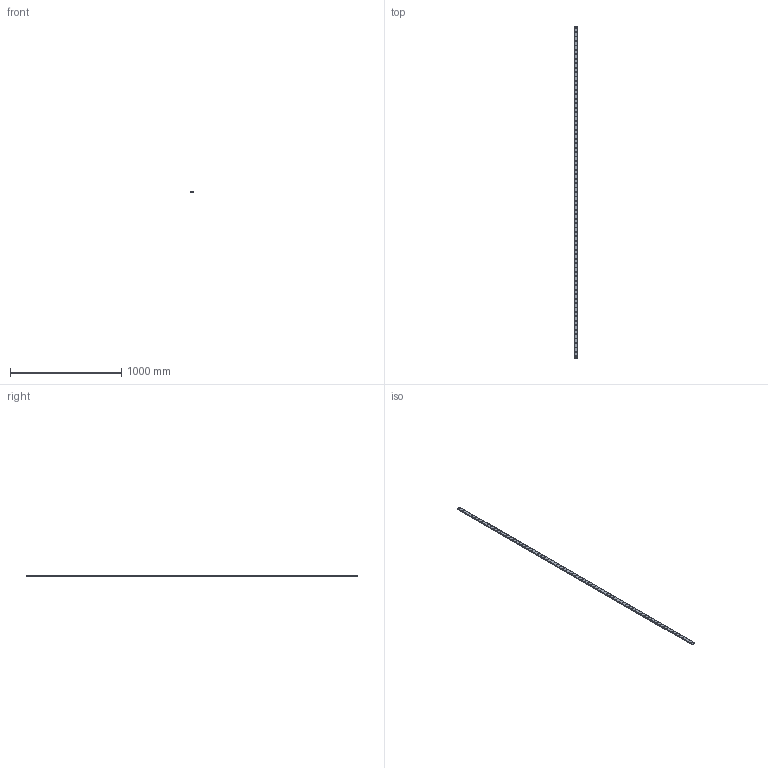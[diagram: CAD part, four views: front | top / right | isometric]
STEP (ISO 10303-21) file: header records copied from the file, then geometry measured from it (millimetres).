
FILE_DESCRIPTION(('STEP AP214'),'1');
FILE_NAME('cctmp_50EB03A8-384C-4B3D-A6F4-A67951C1483E_2021_03_02_12_09_54_0394..stp','2021-03-02T11:09:55',('HIWIN GmbH'),('CADClick - www.CADClick.com'),'Spatial InterOp 3D',' ','unknown authorization');
FILE_SCHEMA(('AUTOMOTIVE_DESIGN'));
Length unit declared in the file: millimetre
Products named in the file (1): WER17R2990H_FILE
Bounding box: 33 x 2990 x 9.3 mm (x, y, z)
Volume: 825738.4 mm3; surface area: 292371.3 mm2
Topology: 1 solids, 1 shells, 1453 faces, 2991 edges, 1994 vertices
Faces by surface type: cylinder 918, plane 535
Entity records: 50949 total; most frequent: DIRECTION 7735, CARTESIAN_POINT 6439, ORIENTED_EDGE 5982, AXIS2_PLACEMENT_3D 3290, EDGE_CURVE 2991, VERTEX_POINT 1994, EDGE_LOOP 1907, CIRCLE 1836
